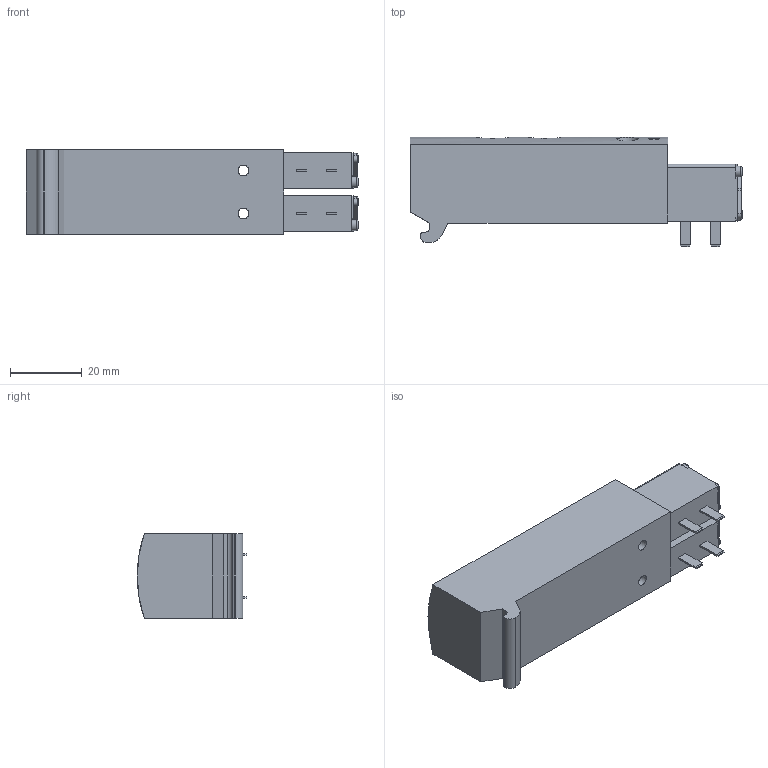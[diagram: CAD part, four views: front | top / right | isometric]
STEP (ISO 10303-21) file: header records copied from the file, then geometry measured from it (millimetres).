
FILE_DESCRIPTION(/* description */ ('STEP AP214'),/* implementation_level */ '2;1');
FILE_NAME(/* name */ '557650_VUVB-ST12-B52-ZH-QX-1T1',/* time_stamp */ '2024-09-17T11:28:01+02:00',/* author */ ('License CC BY-ND 4.0'),/* organization */ ('CADENAS'),/* preprocessor_version */ 'ST-DEVELOPER v19.3',/* originating_system */ 'PARTsolutions',/* authorisation */ ' ');
FILE_SCHEMA (('AUTOMOTIVE_DESIGN {1 0 10303 214 3 1 1}'));
Length unit declared in the file: millimetre
Products named in the file (2): 557650 VUVB-ST12-B52-ZH-QX-1T1---(-); 557650 VUVB-ST12-B52-ZH-QX-1T1---(P)
Assembly tree (1 placements, depth 2):
  557650 VUVB-ST12-B52-ZH-QX-1T1---(-)
    557650 VUVB-ST12-B52-ZH-QX-1T1---(P)
Bounding box: 92.6 x 30.5 x 23.7 mm (x, y, z)
Volume: 44730.7 mm3; surface area: 11259.8 mm2
Topology: 1 solids, 1 shells, 139 faces, 327 edges, 210 vertices
Faces by surface type: plane 94, cylinder 39, torus 4, cone 2
Full cylindrical faces by diameter (mm): 3 x8, 6 x2, 8 x2, 9 x2, 10 x2
Entity records: 3940 total; most frequent: CARTESIAN_POINT 716, DIRECTION 657, ORIENTED_EDGE 610, EDGE_CURVE 305, LINE 223, VECTOR 223, AXIS2_PLACEMENT_3D 217, VERTEX_POINT 210
